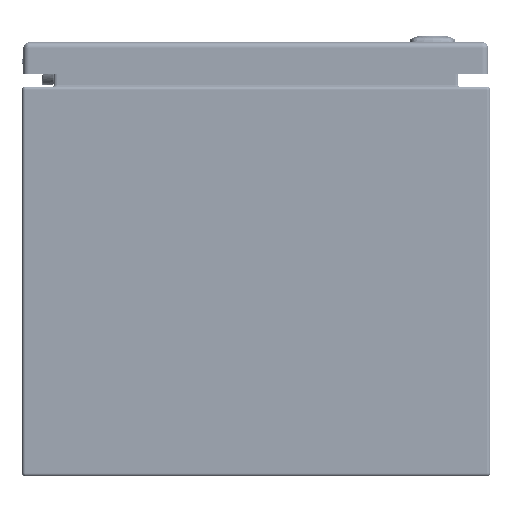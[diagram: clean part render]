
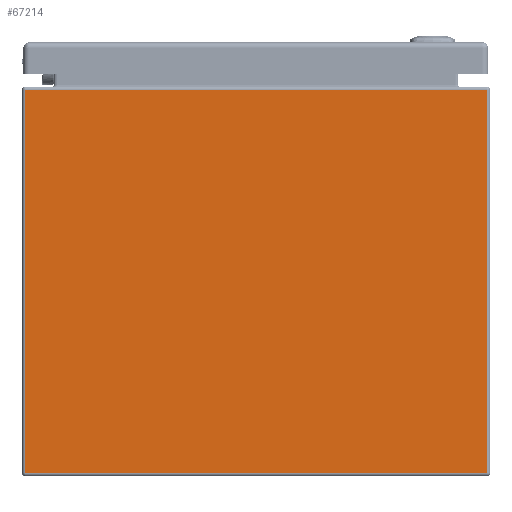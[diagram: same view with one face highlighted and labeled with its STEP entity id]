
A CAD part, front view. The second image highlights one B-rep face of the part: STEP entity #67214.
In plain terms, the highlighted planar face has unit normal (0, -1, 0).
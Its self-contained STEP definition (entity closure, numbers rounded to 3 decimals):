
#6819=LINE('',#94441,#10946);
#6825=LINE('',#94459,#10952);
#6828=LINE('',#94474,#10955);
#6858=LINE('',#94629,#10985);
#10946=VECTOR('',#78248,0.394);
#10952=VECTOR('',#78268,0.394);
#10955=VECTOR('',#78285,0.394);
#10985=VECTOR('',#78467,0.394);
#16187=FACE_OUTER_BOUND('',#20349,.T.);
#20349=EDGE_LOOP('',(#44801,#44802,#44803,#44804));
#27281=VERTEX_POINT('',#94432);
#27284=VERTEX_POINT('',#94439);
#27289=VERTEX_POINT('',#94458);
#27293=VERTEX_POINT('',#94467);
#33967=EDGE_CURVE('',#27284,#27281,#6819,.T.);
#33976=EDGE_CURVE('',#27281,#27289,#6825,.T.);
#33984=EDGE_CURVE('',#27289,#27293,#6828,.T.);
#34062=EDGE_CURVE('',#27293,#27284,#6858,.T.);
#44801=ORIENTED_EDGE('',*,*,#33967,.F.);
#44802=ORIENTED_EDGE('',*,*,#34062,.F.);
#44803=ORIENTED_EDGE('',*,*,#33984,.F.);
#44804=ORIENTED_EDGE('',*,*,#33976,.F.);
#65721=PLANE('',#72285);
#67214=ADVANCED_FACE('',(#16187),#65721,.F.);
#72285=AXIS2_PLACEMENT_3D('',#94628,#78465,#78466);
#78248=DIRECTION('',(0.,0.,1.));
#78268=DIRECTION('',(1.,0.,0.));
#78285=DIRECTION('',(0.,0.,-1.));
#78465=DIRECTION('center_axis',(0.,1.,0.));
#78466=DIRECTION('ref_axis',(0.,0.,1.));
#78467=DIRECTION('',(-1.,0.,0.));
#94432=CARTESIAN_POINT('',(-5.916,-12.,9.916));
#94439=CARTESIAN_POINT('',(-5.916,-12.,0.084));
#94441=CARTESIAN_POINT('',(-5.916,-12.,9.916));
#94458=CARTESIAN_POINT('',(5.916,-12.,9.916));
#94459=CARTESIAN_POINT('',(-5.078,-12.,9.916));
#94467=CARTESIAN_POINT('',(5.916,-12.,0.084));
#94474=CARTESIAN_POINT('',(5.916,-12.,9.916));
#94628=CARTESIAN_POINT('Origin',(5.078,-12.,9.916));
#94629=CARTESIAN_POINT('',(5.518,-12.,0.084));
